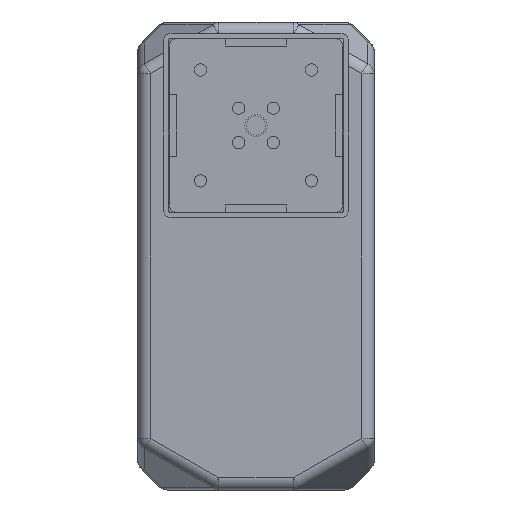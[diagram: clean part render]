
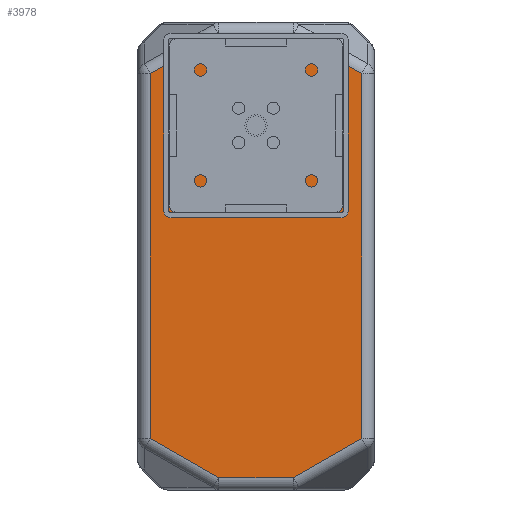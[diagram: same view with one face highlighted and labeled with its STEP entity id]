
A CAD part, front view. The second image highlights one B-rep face of the part: STEP entity #3978.
In plain terms, the highlighted face is planar.
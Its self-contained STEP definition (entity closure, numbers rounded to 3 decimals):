
#213=DIRECTION('',(1.,0.,0.));
#214=VECTOR('',#213,30.277);
#215=CARTESIAN_POINT('',(-15.139,-90.,24.));
#216=LINE('',#215,#214);
#554=DIRECTION('',(-0.868,0.496,0.));
#555=VECTOR('',#554,32.09);
#556=CARTESIAN_POINT('',(-15.139,-90.,24.));
#557=LINE('',#556,#555);
#558=DIRECTION('',(0.868,0.496,0.));
#559=VECTOR('',#558,32.09);
#560=CARTESIAN_POINT('',(-43.,74.079,24.));
#561=LINE('',#560,#559);
#562=DIRECTION('',(0.868,-0.496,0.));
#563=VECTOR('',#562,32.09);
#564=CARTESIAN_POINT('',(15.139,90.,24.));
#565=LINE('',#564,#563);
#566=DIRECTION('',(-0.868,-0.496,0.));
#567=VECTOR('',#566,32.09);
#568=CARTESIAN_POINT('',(43.,-74.079,24.));
#569=LINE('',#568,#567);
#570=DIRECTION('',(0.,1.,0.));
#571=VECTOR('',#570,36.);
#572=CARTESIAN_POINT('',(18.,35.,24.));
#573=LINE('',#572,#571);
#574=DIRECTION('',(-1.,0.,0.));
#575=VECTOR('',#574,36.);
#576=CARTESIAN_POINT('',(18.,71.,24.));
#577=LINE('',#576,#575);
#578=DIRECTION('',(0.,-1.,0.));
#579=VECTOR('',#578,36.);
#580=CARTESIAN_POINT('',(-18.,71.,24.));
#581=LINE('',#580,#579);
#582=DIRECTION('',(1.,0.,0.));
#583=VECTOR('',#582,36.);
#584=CARTESIAN_POINT('',(-18.,35.,24.));
#585=LINE('',#584,#583);
#586=CARTESIAN_POINT('',(25.5,53.,24.));
#587=DIRECTION('',(0.,0.,1.));
#588=DIRECTION('',(1.,0.,0.));
#589=AXIS2_PLACEMENT_3D('',#586,#587,#588);
#591=CARTESIAN_POINT('',(25.5,53.,24.));
#592=DIRECTION('',(0.,0.,1.));
#593=DIRECTION('',(-1.,0.,0.));
#594=AXIS2_PLACEMENT_3D('',#591,#592,#593);
#596=CARTESIAN_POINT('',(-25.5,53.,24.));
#597=DIRECTION('',(0.,0.,1.));
#598=DIRECTION('',(1.,0.,0.));
#599=AXIS2_PLACEMENT_3D('',#596,#597,#598);
#601=CARTESIAN_POINT('',(-25.5,53.,24.));
#602=DIRECTION('',(0.,0.,1.));
#603=DIRECTION('',(-1.,0.,0.));
#604=AXIS2_PLACEMENT_3D('',#601,#602,#603);
#606=DIRECTION('',(0.,-1.,0.));
#607=VECTOR('',#606,148.158);
#608=CARTESIAN_POINT('',(-43.,74.079,24.));
#609=LINE('',#608,#607);
#633=DIRECTION('',(-1.,0.,0.));
#634=VECTOR('',#633,30.277);
#635=CARTESIAN_POINT('',(15.139,90.,24.));
#636=LINE('',#635,#634);
#928=DIRECTION('',(0.,1.,0.));
#929=VECTOR('',#928,148.158);
#930=CARTESIAN_POINT('',(43.,-74.079,24.));
#931=LINE('',#930,#929);
#2726=CARTESIAN_POINT('',(-15.139,-90.,24.));
#2727=VERTEX_POINT('',#2726);
#2728=CARTESIAN_POINT('',(15.139,-90.,24.));
#2729=VERTEX_POINT('',#2728);
#2738=CARTESIAN_POINT('',(-43.,-74.079,24.));
#2739=VERTEX_POINT('',#2738);
#2836=CARTESIAN_POINT('',(-15.139,90.,24.));
#2837=VERTEX_POINT('',#2836);
#2838=CARTESIAN_POINT('',(-43.,74.079,24.));
#2839=VERTEX_POINT('',#2838);
#2840=CARTESIAN_POINT('',(15.139,90.,24.));
#2841=VERTEX_POINT('',#2840);
#2842=CARTESIAN_POINT('',(43.,74.079,24.));
#2843=VERTEX_POINT('',#2842);
#2844=CARTESIAN_POINT('',(43.,-74.079,24.));
#2845=VERTEX_POINT('',#2844);
#2846=CARTESIAN_POINT('',(18.,35.,24.));
#2847=CARTESIAN_POINT('',(18.,71.,24.));
#2848=VERTEX_POINT('',#2846);
#2849=VERTEX_POINT('',#2847);
#2850=CARTESIAN_POINT('',(-18.,71.,24.));
#2851=VERTEX_POINT('',#2850);
#2852=CARTESIAN_POINT('',(-18.,35.,24.));
#2853=VERTEX_POINT('',#2852);
#2854=CARTESIAN_POINT('',(27.65,53.,24.));
#2855=CARTESIAN_POINT('',(23.35,53.,24.));
#2856=VERTEX_POINT('',#2854);
#2857=VERTEX_POINT('',#2855);
#2858=CARTESIAN_POINT('',(-23.35,53.,24.));
#2859=CARTESIAN_POINT('',(-27.65,53.,24.));
#2860=VERTEX_POINT('',#2858);
#2861=VERTEX_POINT('',#2859);
#3936=CARTESIAN_POINT('',(-48.,-95.,24.));
#3937=DIRECTION('',(0.,0.,1.));
#3938=DIRECTION('',(1.,0.,0.));
#3939=AXIS2_PLACEMENT_3D('',#3936,#3937,#3938);
#3940=PLANE('',#3939);
#3941=ORIENTED_EDGE('',*,*,#3493,.F.);
#3942=ORIENTED_EDGE('',*,*,#3551,.T.);
#3944=ORIENTED_EDGE('',*,*,#3943,.F.);
#3945=ORIENTED_EDGE('',*,*,#3929,.T.);
#3947=ORIENTED_EDGE('',*,*,#3946,.F.);
#3949=ORIENTED_EDGE('',*,*,#3948,.T.);
#3951=ORIENTED_EDGE('',*,*,#3950,.F.);
#3953=ORIENTED_EDGE('',*,*,#3952,.T.);
#3954=EDGE_LOOP('',(#3941,#3942,#3944,#3945,#3947,#3949,#3951,#3953));
#3955=FACE_OUTER_BOUND('',#3954,.F.);
#3957=ORIENTED_EDGE('',*,*,#3956,.T.);
#3959=ORIENTED_EDGE('',*,*,#3958,.T.);
#3961=ORIENTED_EDGE('',*,*,#3960,.T.);
#3963=ORIENTED_EDGE('',*,*,#3962,.T.);
#3964=EDGE_LOOP('',(#3957,#3959,#3961,#3963));
#3965=FACE_BOUND('',#3964,.F.);
#3967=ORIENTED_EDGE('',*,*,#3966,.T.);
#3969=ORIENTED_EDGE('',*,*,#3968,.T.);
#3970=EDGE_LOOP('',(#3967,#3969));
#3971=FACE_BOUND('',#3970,.F.);
#3973=ORIENTED_EDGE('',*,*,#3972,.T.);
#3975=ORIENTED_EDGE('',*,*,#3974,.T.);
#3976=EDGE_LOOP('',(#3973,#3975));
#3977=FACE_BOUND('',#3976,.F.);
#3978=ADVANCED_FACE('',(#3955,#3965,#3971,#3977),#3940,.T.);
#590=CIRCLE('',#589,2.15);
#595=CIRCLE('',#594,2.15);
#600=CIRCLE('',#599,2.15);
#605=CIRCLE('',#604,2.15);
#3493=EDGE_CURVE('',#2727,#2729,#216,.T.);
#3551=EDGE_CURVE('',#2727,#2739,#557,.T.);
#3929=EDGE_CURVE('',#2839,#2837,#561,.T.);
#3943=EDGE_CURVE('',#2839,#2739,#609,.T.);
#3946=EDGE_CURVE('',#2841,#2837,#636,.T.);
#3948=EDGE_CURVE('',#2841,#2843,#565,.T.);
#3950=EDGE_CURVE('',#2845,#2843,#931,.T.);
#3952=EDGE_CURVE('',#2845,#2729,#569,.T.);
#3956=EDGE_CURVE('',#2848,#2849,#573,.T.);
#3958=EDGE_CURVE('',#2849,#2851,#577,.T.);
#3960=EDGE_CURVE('',#2851,#2853,#581,.T.);
#3962=EDGE_CURVE('',#2853,#2848,#585,.T.);
#3966=EDGE_CURVE('',#2856,#2857,#590,.T.);
#3968=EDGE_CURVE('',#2857,#2856,#595,.T.);
#3972=EDGE_CURVE('',#2860,#2861,#600,.T.);
#3974=EDGE_CURVE('',#2861,#2860,#605,.T.);
